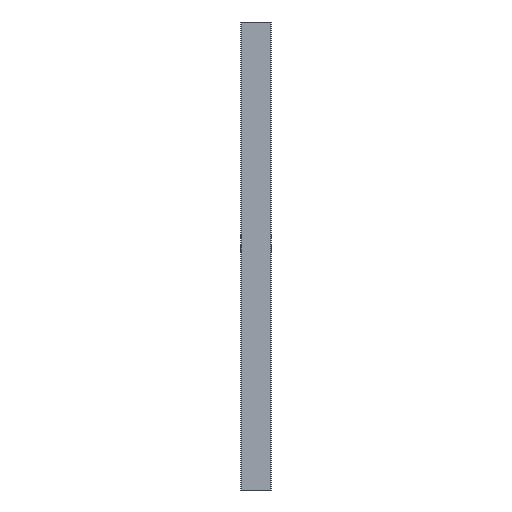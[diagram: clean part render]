
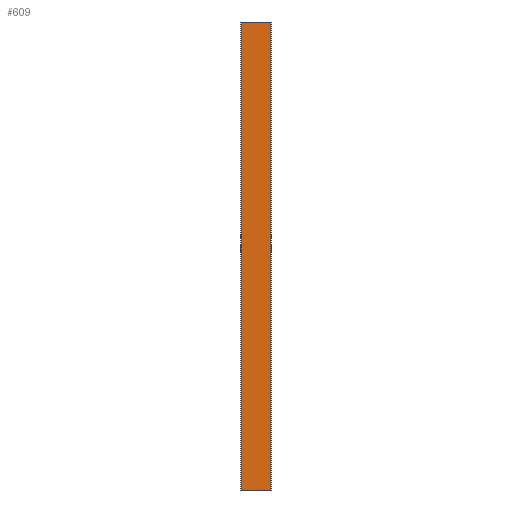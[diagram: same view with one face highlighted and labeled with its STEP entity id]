
A CAD part, left-side view. The second image highlights one B-rep face of the part: STEP entity #609.
In plain terms, the highlighted planar face has unit normal (-1, 0, 0).
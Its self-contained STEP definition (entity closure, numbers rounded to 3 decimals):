
#131 = VERTEX_POINT ( 'NONE', #1243 ) ;
#138 = CARTESIAN_POINT ( 'NONE',  ( 0., -62., 2000. ) ) ;
#144 = AXIS2_PLACEMENT_3D ( 'NONE', #1757, #1744, #1741 ) ;
#161 = VERTEX_POINT ( 'NONE', #1269 ) ;
#189 = VERTEX_POINT ( 'NONE', #1182 ) ;
#244 = VERTEX_POINT ( 'NONE', #1172 ) ;
#398 = EDGE_CURVE ( 'NONE', #161, #189, #1702, .T. ) ;
#405 = EDGE_CURVE ( 'NONE', #189, #244, #1695, .T. ) ;
#411 = EDGE_CURVE ( 'NONE', #131, #244, #1699, .T. ) ;
#423 = EDGE_CURVE ( 'NONE', #161, #131, #1685, .T. ) ;
#551 = ORIENTED_EDGE ( 'NONE', *, *, #405, .T. ) ;
#557 = ORIENTED_EDGE ( 'NONE', *, *, #411, .F. ) ;
#563 = ORIENTED_EDGE ( 'NONE', *, *, #423, .F. ) ;
#565 = ORIENTED_EDGE ( 'NONE', *, *, #398, .T. ) ;
#609 = ADVANCED_FACE ( 'NONE', ( #1595 ), #1745, .F. ) ;
#872 = DIRECTION ( 'NONE',  ( 0., -1., 0. ) ) ;
#877 = CARTESIAN_POINT ( 'NONE',  ( 0., -62., 2000. ) ) ;
#887 = DIRECTION ( 'NONE',  ( 0., -1., 0. ) ) ;
#913 = DIRECTION ( 'NONE',  ( 0., 0., -1. ) ) ;
#940 = CARTESIAN_POINT ( 'NONE',  ( 0., -62., 0. ) ) ;
#970 = CARTESIAN_POINT ( 'NONE',  ( 0., 62., 2000. ) ) ;
#1009 = DIRECTION ( 'NONE',  ( 0., 0., -1. ) ) ;
#1172 = CARTESIAN_POINT ( 'NONE',  ( 0., -62., 0. ) ) ;
#1182 = CARTESIAN_POINT ( 'NONE',  ( 0., 62., 0. ) ) ;
#1243 = CARTESIAN_POINT ( 'NONE',  ( 0., -62., 2000. ) ) ;
#1269 = CARTESIAN_POINT ( 'NONE',  ( 0., 62., 2000. ) ) ;
#1595 = FACE_OUTER_BOUND ( 'NONE', #1752, .T. ) ;
#1685 = LINE ( 'NONE', #877, #1686 ) ;
#1686 = VECTOR ( 'NONE', #887, 1000. ) ;
#1688 = VECTOR ( 'NONE', #913, 1000. ) ;
#1691 = VECTOR ( 'NONE', #872, 1000. ) ;
#1695 = LINE ( 'NONE', #940, #1691 ) ;
#1696 = VECTOR ( 'NONE', #1009, 1000. ) ;
#1699 = LINE ( 'NONE', #138, #1688 ) ;
#1702 = LINE ( 'NONE', #970, #1696 ) ;
#1741 = DIRECTION ( 'NONE',  ( 0., 0., -1. ) ) ;
#1744 = DIRECTION ( 'NONE',  ( 1., 0., 0. ) ) ;
#1745 = PLANE ( 'NONE',  #144 ) ;
#1752 = EDGE_LOOP ( 'NONE', ( #551, #557, #563, #565 ) ) ;
#1757 = CARTESIAN_POINT ( 'NONE',  ( 0., -62., 2000. ) ) ;
